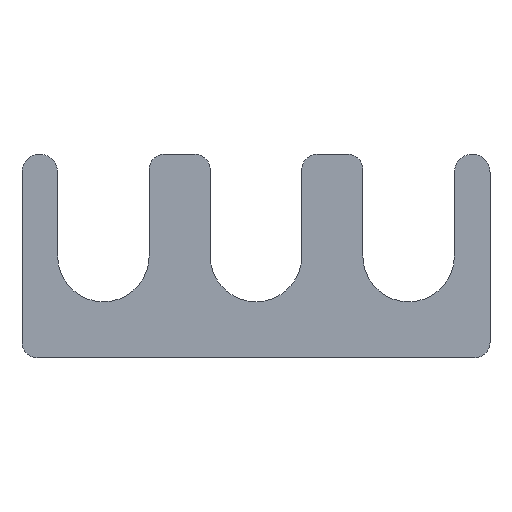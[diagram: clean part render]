
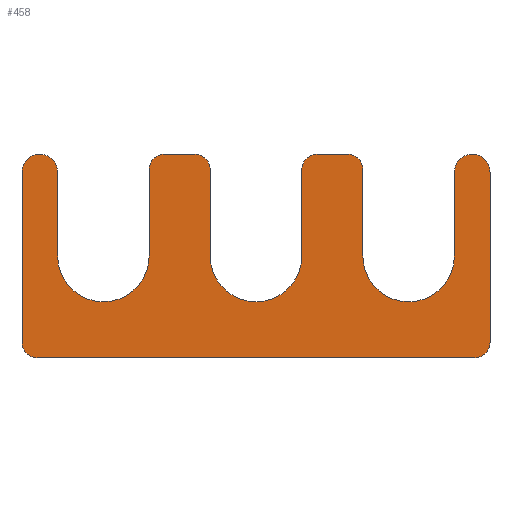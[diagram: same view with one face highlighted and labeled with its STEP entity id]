
A CAD part, top view. The second image highlights one B-rep face of the part: STEP entity #458.
In plain terms, the highlighted planar face has unit normal (0, 0, 1).
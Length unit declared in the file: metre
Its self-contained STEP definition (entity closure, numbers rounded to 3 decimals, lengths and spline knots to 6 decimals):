
#13=CIRCLE('',#476,0.0015);
#15=CIRCLE('',#480,0.0015);
#17=CIRCLE('',#484,0.0045);
#19=CIRCLE('',#488,0.00175);
#21=CIRCLE('',#492,0.0015);
#23=CIRCLE('',#496,0.0015);
#25=CIRCLE('',#500,0.00175);
#27=CIRCLE('',#504,0.0045);
#29=CIRCLE('',#508,0.0015);
#31=CIRCLE('',#512,0.0015);
#33=CIRCLE('',#516,0.0045);
#133=ORIENTED_EDGE('',*,*,#179,.T.);
#134=ORIENTED_EDGE('',*,*,#183,.T.);
#135=ORIENTED_EDGE('',*,*,#186,.T.);
#136=ORIENTED_EDGE('',*,*,#189,.T.);
#137=ORIENTED_EDGE('',*,*,#192,.F.);
#138=ORIENTED_EDGE('',*,*,#195,.F.);
#139=ORIENTED_EDGE('',*,*,#198,.T.);
#140=ORIENTED_EDGE('',*,*,#201,.T.);
#141=ORIENTED_EDGE('',*,*,#204,.F.);
#142=ORIENTED_EDGE('',*,*,#207,.T.);
#143=ORIENTED_EDGE('',*,*,#210,.F.);
#144=ORIENTED_EDGE('',*,*,#213,.T.);
#145=ORIENTED_EDGE('',*,*,#216,.T.);
#146=ORIENTED_EDGE('',*,*,#219,.T.);
#147=ORIENTED_EDGE('',*,*,#222,.F.);
#148=ORIENTED_EDGE('',*,*,#225,.F.);
#149=ORIENTED_EDGE('',*,*,#228,.T.);
#150=ORIENTED_EDGE('',*,*,#231,.T.);
#151=ORIENTED_EDGE('',*,*,#234,.T.);
#152=ORIENTED_EDGE('',*,*,#237,.T.);
#153=ORIENTED_EDGE('',*,*,#240,.F.);
#154=ORIENTED_EDGE('',*,*,#242,.F.);
#179=EDGE_CURVE('',#246,#245,#289,.T.);
#183=EDGE_CURVE('',#245,#248,#13,.T.);
#186=EDGE_CURVE('',#248,#250,#294,.T.);
#189=EDGE_CURVE('',#250,#252,#15,.T.);
#192=EDGE_CURVE('',#254,#252,#298,.T.);
#195=EDGE_CURVE('',#256,#254,#17,.T.);
#198=EDGE_CURVE('',#256,#258,#302,.T.);
#201=EDGE_CURVE('',#258,#260,#19,.T.);
#204=EDGE_CURVE('',#262,#260,#306,.T.);
#207=EDGE_CURVE('',#262,#264,#21,.T.);
#210=EDGE_CURVE('',#266,#264,#310,.T.);
#213=EDGE_CURVE('',#266,#268,#23,.T.);
#216=EDGE_CURVE('',#268,#270,#314,.T.);
#219=EDGE_CURVE('',#270,#272,#25,.T.);
#222=EDGE_CURVE('',#274,#272,#318,.T.);
#225=EDGE_CURVE('',#276,#274,#27,.T.);
#228=EDGE_CURVE('',#276,#278,#322,.T.);
#231=EDGE_CURVE('',#278,#280,#29,.T.);
#234=EDGE_CURVE('',#280,#282,#326,.T.);
#237=EDGE_CURVE('',#282,#284,#31,.T.);
#240=EDGE_CURVE('',#286,#284,#330,.T.);
#242=EDGE_CURVE('',#246,#286,#33,.T.);
#245=VERTEX_POINT('',#663);
#246=VERTEX_POINT('',#665);
#248=VERTEX_POINT('',#671);
#250=VERTEX_POINT('',#677);
#252=VERTEX_POINT('',#683);
#254=VERTEX_POINT('',#689);
#256=VERTEX_POINT('',#695);
#258=VERTEX_POINT('',#701);
#260=VERTEX_POINT('',#707);
#262=VERTEX_POINT('',#713);
#264=VERTEX_POINT('',#719);
#266=VERTEX_POINT('',#725);
#268=VERTEX_POINT('',#731);
#270=VERTEX_POINT('',#737);
#272=VERTEX_POINT('',#743);
#274=VERTEX_POINT('',#749);
#276=VERTEX_POINT('',#755);
#278=VERTEX_POINT('',#761);
#280=VERTEX_POINT('',#767);
#282=VERTEX_POINT('',#773);
#284=VERTEX_POINT('',#779);
#286=VERTEX_POINT('',#785);
#289=LINE('',#664,#333);
#294=LINE('',#678,#338);
#298=LINE('',#690,#342);
#302=LINE('',#702,#346);
#306=LINE('',#714,#350);
#310=LINE('',#726,#354);
#314=LINE('',#738,#358);
#318=LINE('',#750,#362);
#322=LINE('',#762,#366);
#326=LINE('',#774,#370);
#330=LINE('',#786,#374);
#333=VECTOR('',#525,1.);
#338=VECTOR('',#538,1.);
#342=VECTOR('',#550,1.);
#346=VECTOR('',#562,1.);
#350=VECTOR('',#574,1.);
#354=VECTOR('',#586,1.);
#358=VECTOR('',#598,1.);
#362=VECTOR('',#610,1.);
#366=VECTOR('',#622,1.);
#370=VECTOR('',#634,1.);
#374=VECTOR('',#646,1.);
#397=EDGE_LOOP('',(#133,#134,#135,#136,#137,#138,#139,#140,#141,#142,#143,
#144,#145,#146,#147,#148,#149,#150,#151,#152,#153,#154));
#421=FACE_BOUND('',#397,.T.);
#434=PLANE('',#517);
#458=ADVANCED_FACE('',(#421),#434,.T.);
#476=AXIS2_PLACEMENT_3D('',#672,#532,#533);
#480=AXIS2_PLACEMENT_3D('',#684,#544,#545);
#484=AXIS2_PLACEMENT_3D('',#696,#556,#557);
#488=AXIS2_PLACEMENT_3D('',#708,#568,#569);
#492=AXIS2_PLACEMENT_3D('',#720,#580,#581);
#496=AXIS2_PLACEMENT_3D('',#732,#592,#593);
#500=AXIS2_PLACEMENT_3D('',#744,#604,#605);
#504=AXIS2_PLACEMENT_3D('',#756,#616,#617);
#508=AXIS2_PLACEMENT_3D('',#768,#628,#629);
#512=AXIS2_PLACEMENT_3D('',#780,#640,#641);
#516=AXIS2_PLACEMENT_3D('',#789,#651,#652);
#517=AXIS2_PLACEMENT_3D('',#790,#653,#654);
#525=DIRECTION('',(0.,1.,0.));
#532=DIRECTION('',(0.,0.,1.));
#533=DIRECTION('',(1.,0.,0.));
#538=DIRECTION('',(-1.,0.,0.));
#544=DIRECTION('',(0.,0.,1.));
#545=DIRECTION('',(1.,0.,0.));
#550=DIRECTION('',(0.,1.,0.));
#556=DIRECTION('',(0.,0.,1.));
#557=DIRECTION('',(1.,0.,0.));
#562=DIRECTION('',(0.,1.,0.));
#568=DIRECTION('',(0.,0.,1.));
#569=DIRECTION('',(1.,0.,0.));
#574=DIRECTION('',(0.,1.,0.));
#580=DIRECTION('',(0.,0.,1.));
#581=DIRECTION('',(1.,0.,0.));
#586=DIRECTION('',(-1.,0.,0.));
#592=DIRECTION('',(0.,0.,1.));
#593=DIRECTION('',(1.,0.,0.));
#598=DIRECTION('',(0.,1.,0.));
#604=DIRECTION('',(0.,0.,1.));
#605=DIRECTION('',(1.,0.,0.));
#610=DIRECTION('',(0.,1.,0.));
#616=DIRECTION('',(0.,0.,1.));
#617=DIRECTION('',(1.,0.,0.));
#622=DIRECTION('',(0.,1.,0.));
#628=DIRECTION('',(0.,0.,1.));
#629=DIRECTION('',(1.,0.,0.));
#634=DIRECTION('',(-1.,0.,0.));
#640=DIRECTION('',(0.,0.,1.));
#641=DIRECTION('',(1.,0.,0.));
#646=DIRECTION('',(0.,1.,0.));
#651=DIRECTION('',(0.,0.,1.));
#652=DIRECTION('',(1.,0.,0.));
#653=DIRECTION('',(0.,0.,1.));
#654=DIRECTION('',(1.,0.,0.));
#663=CARTESIAN_POINT('',(-0.0045,0.0085,0.00025));
#664=CARTESIAN_POINT('',(-0.0045,0.00425,0.00025));
#665=CARTESIAN_POINT('',(-0.0045,0.,0.00025));
#671=CARTESIAN_POINT('',(-0.006,0.01,0.00025));
#672=CARTESIAN_POINT('',(-0.006,0.0085,0.00025));
#677=CARTESIAN_POINT('',(-0.009,0.01,0.00025));
#678=CARTESIAN_POINT('',(-0.0075,0.01,0.00025));
#683=CARTESIAN_POINT('',(-0.0105,0.0085,0.00025));
#684=CARTESIAN_POINT('',(-0.009,0.0085,0.00025));
#689=CARTESIAN_POINT('',(-0.0105,0.,0.00025));
#690=CARTESIAN_POINT('',(-0.0105,0.00425,0.00025));
#695=CARTESIAN_POINT('',(-0.0195,0.,0.00025));
#696=CARTESIAN_POINT('',(-0.015,0.,0.00025));
#701=CARTESIAN_POINT('',(-0.0195,0.00825,0.00025));
#702=CARTESIAN_POINT('',(-0.0195,0.004125,0.00025));
#707=CARTESIAN_POINT('',(-0.023,0.00825,0.00025));
#708=CARTESIAN_POINT('',(-0.02125,0.00825,0.00025));
#713=CARTESIAN_POINT('',(-0.023,-0.0085,0.00025));
#714=CARTESIAN_POINT('',(-0.023,-0.000125,0.00025));
#719=CARTESIAN_POINT('',(-0.0215,-0.01,0.00025));
#720=CARTESIAN_POINT('',(-0.0215,-0.0085,0.00025));
#725=CARTESIAN_POINT('',(0.0215,-0.01,0.00025));
#726=CARTESIAN_POINT('',(0.,-0.01,0.00025));
#731=CARTESIAN_POINT('',(0.023,-0.0085,0.00025));
#732=CARTESIAN_POINT('',(0.0215,-0.0085,0.00025));
#737=CARTESIAN_POINT('',(0.023,0.00825,0.00025));
#738=CARTESIAN_POINT('',(0.023,-0.000125,0.00025));
#743=CARTESIAN_POINT('',(0.0195,0.00825,0.00025));
#744=CARTESIAN_POINT('',(0.02125,0.00825,0.00025));
#749=CARTESIAN_POINT('',(0.0195,0.,0.00025));
#750=CARTESIAN_POINT('',(0.0195,0.004125,0.00025));
#755=CARTESIAN_POINT('',(0.0105,0.,0.00025));
#756=CARTESIAN_POINT('',(0.015,0.,0.00025));
#761=CARTESIAN_POINT('',(0.0105,0.0085,0.00025));
#762=CARTESIAN_POINT('',(0.0105,0.00425,0.00025));
#767=CARTESIAN_POINT('',(0.009,0.01,0.00025));
#768=CARTESIAN_POINT('',(0.009,0.0085,0.00025));
#773=CARTESIAN_POINT('',(0.006,0.01,0.00025));
#774=CARTESIAN_POINT('',(0.0075,0.01,0.00025));
#779=CARTESIAN_POINT('',(0.0045,0.0085,0.00025));
#780=CARTESIAN_POINT('',(0.006,0.0085,0.00025));
#785=CARTESIAN_POINT('',(0.0045,0.,0.00025));
#786=CARTESIAN_POINT('',(0.0045,0.00425,0.00025));
#789=CARTESIAN_POINT('',(0.,0.,0.00025));
#790=CARTESIAN_POINT('',(0.,0.,0.00025));
